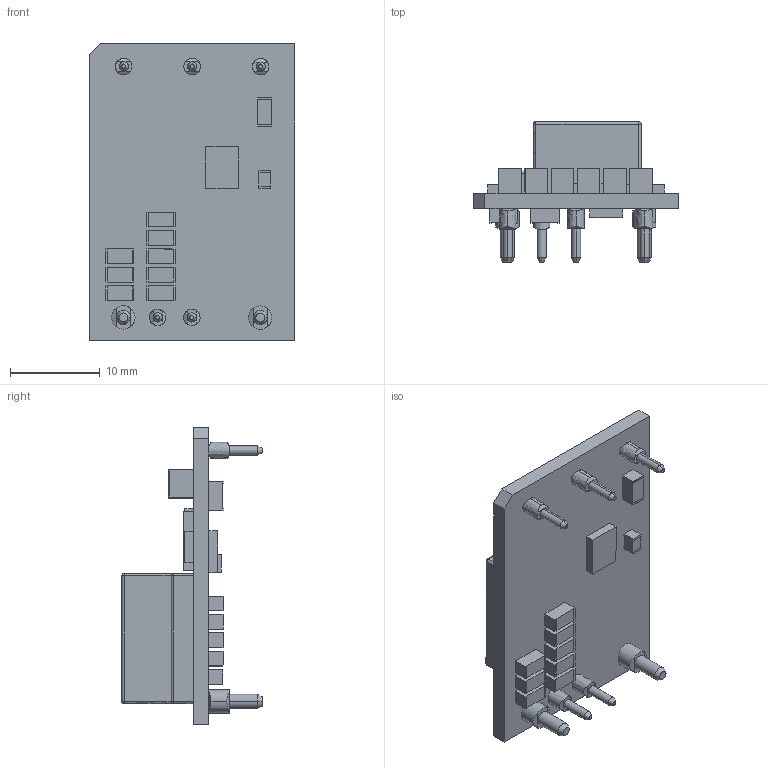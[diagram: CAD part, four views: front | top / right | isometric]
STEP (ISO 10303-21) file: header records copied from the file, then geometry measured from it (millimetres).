
FILE_DESCRIPTION (( 'STEP AP214' ), '1' );
FILE_NAME ('i6a_negative_asm.STEP', '2018-08-21T10:51:22', ( '' ), ( '' ), 'SwSTEP 2.0', 'SolidWorks 2018', '' );
FILE_SCHEMA (( 'AUTOMOTIVE_DESIGN' ));
Length unit declared in the file: millimetre
Products named in the file (1): i6a_negative_asm
Bounding box: 22.9 x 15.67 x 33.05 mm (x, y, z)
Volume: 3132.3 mm3; surface area: 3578.8 mm2
Topology: 29 solids, 36 shells, 492 faces, 1170 edges, 750 vertices
Faces by surface type: bspline 492
Entity records: 17894 total; most frequent: CARTESIAN_POINT 5345, ORIENTED_EDGE 2340, DIRECTION 1178, EDGE_CURVE 1170, VECTOR 908, LINE 908, VERTEX_POINT 750, ADVANCED_FACE 492
